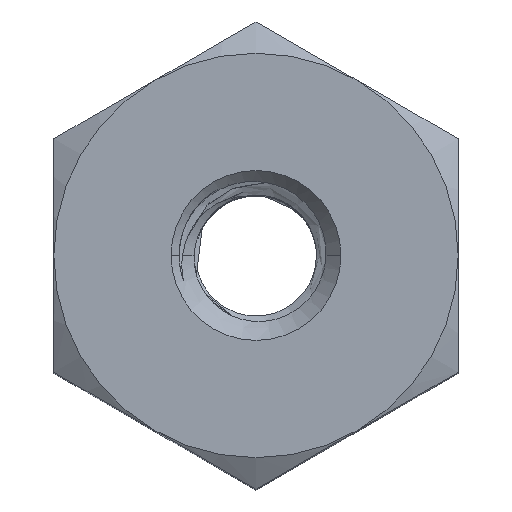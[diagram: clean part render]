
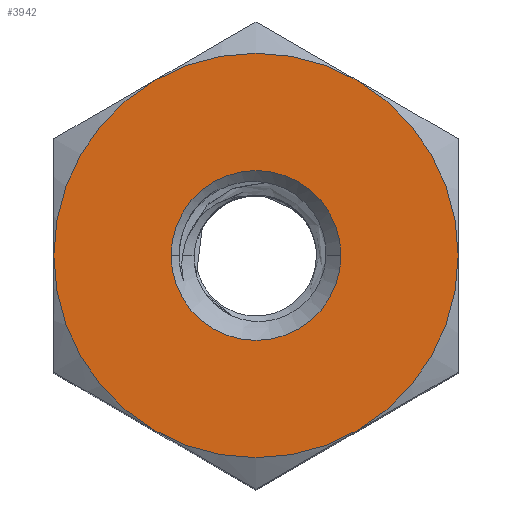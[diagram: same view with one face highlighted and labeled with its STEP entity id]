
A CAD part, top view. The second image highlights one B-rep face of the part: STEP entity #3942.
In plain terms, the highlighted planar face has unit normal (0, 0, 1).
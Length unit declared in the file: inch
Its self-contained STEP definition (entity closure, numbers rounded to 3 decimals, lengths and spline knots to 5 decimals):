
#109 = CIRCLE ( 'NONE', #3183, 0.25 ) ;
#130 = CARTESIAN_POINT ( 'NONE',  ( 0.125, 0.21651, 0. ) ) ;
#284 = EDGE_LOOP ( 'NONE', ( #5554, #6373, #1818, #5851, #4679, #3237 ) ) ;
#486 = DIRECTION ( 'NONE',  ( 0., 0., -1. ) ) ;
#508 = DIRECTION ( 'NONE',  ( -1., 0., 0. ) ) ;
#547 = CIRCLE ( 'NONE', #1678, 0.25 ) ;
#660 = VERTEX_POINT ( 'NONE', #130 ) ;
#797 = EDGE_CURVE ( 'NONE', #3170, #4747, #3442, .T. ) ;
#853 = CARTESIAN_POINT ( 'NONE',  ( -0.105, 0., 0. ) ) ;
#918 = DIRECTION ( 'NONE',  ( 0., 0., -1. ) ) ;
#975 = EDGE_CURVE ( 'NONE', #1440, #660, #109, .T. ) ;
#1019 = CIRCLE ( 'NONE', #2575, 0.25 ) ;
#1095 = DIRECTION ( 'NONE',  ( 1., 0., 0. ) ) ;
#1096 = FACE_BOUND ( 'NONE', #4398, .T. ) ;
#1220 = CARTESIAN_POINT ( 'NONE',  ( 0., 0., 0. ) ) ;
#1223 = EDGE_CURVE ( 'NONE', #4747, #6255, #2598, .T. ) ;
#1431 = DIRECTION ( 'NONE',  ( -1., 0., 0. ) ) ;
#1440 = VERTEX_POINT ( 'NONE', #2889 ) ;
#1543 = CARTESIAN_POINT ( 'NONE',  ( 0., 0., 0. ) ) ;
#1549 = VERTEX_POINT ( 'NONE', #2051 ) ;
#1552 = AXIS2_PLACEMENT_3D ( 'NONE', #3859, #2879, #1911 ) ;
#1678 = AXIS2_PLACEMENT_3D ( 'NONE', #5006, #4535, #4064 ) ;
#1782 = AXIS2_PLACEMENT_3D ( 'NONE', #1220, #4671, #2207 ) ;
#1818 = ORIENTED_EDGE ( 'NONE', *, *, #797, .F. ) ;
#1911 = DIRECTION ( 'NONE',  ( -1., 0., 0. ) ) ;
#1918 = AXIS2_PLACEMENT_3D ( 'NONE', #4483, #486, #5902 ) ;
#2046 = CARTESIAN_POINT ( 'NONE',  ( 0., 0., 0. ) ) ;
#2051 = CARTESIAN_POINT ( 'NONE',  ( -0.125, 0.21651, 0. ) ) ;
#2207 = DIRECTION ( 'NONE',  ( -1., 0., 0. ) ) ;
#2354 = AXIS2_PLACEMENT_3D ( 'NONE', #3535, #4037, #1095 ) ;
#2374 = CIRCLE ( 'NONE', #1552, 0.25 ) ;
#2471 = EDGE_CURVE ( 'NONE', #1549, #660, #2374, .T. ) ;
#2575 = AXIS2_PLACEMENT_3D ( 'NONE', #4376, #918, #1431 ) ;
#2598 = CIRCLE ( 'NONE', #1782, 0.25 ) ;
#2695 = CARTESIAN_POINT ( 'NONE',  ( 0.125, -0.21651, 0. ) ) ;
#2713 = EDGE_CURVE ( 'NONE', #4932, #5255, #3073, .T. ) ;
#2788 = CIRCLE ( 'NONE', #4964, 0.105 ) ;
#2879 = DIRECTION ( 'NONE',  ( 0., 0., -1. ) ) ;
#2889 = CARTESIAN_POINT ( 'NONE',  ( 0.25, 0., 0. ) ) ;
#2927 = CARTESIAN_POINT ( 'NONE',  ( 0., 0., 0. ) ) ;
#3022 = DIRECTION ( 'NONE',  ( 0., 0., 1. ) ) ;
#3043 = DIRECTION ( 'NONE',  ( 1., 0., 0. ) ) ;
#3073 = CIRCLE ( 'NONE', #2354, 0.105 ) ;
#3170 = VERTEX_POINT ( 'NONE', #2695 ) ;
#3183 = AXIS2_PLACEMENT_3D ( 'NONE', #2046, #3022, #3043 ) ;
#3237 = ORIENTED_EDGE ( 'NONE', *, *, #2471, .F. ) ;
#3442 = CIRCLE ( 'NONE', #5638, 0.25 ) ;
#3458 = EDGE_CURVE ( 'NONE', #6255, #1549, #1019, .T. ) ;
#3494 = EDGE_CURVE ( 'NONE', #1440, #3170, #547, .T. ) ;
#3506 = CARTESIAN_POINT ( 'NONE',  ( 0.105, 0., 0. ) ) ;
#3535 = CARTESIAN_POINT ( 'NONE',  ( 0., 0., 0. ) ) ;
#3628 = FACE_OUTER_BOUND ( 'NONE', #284, .T. ) ;
#3859 = CARTESIAN_POINT ( 'NONE',  ( 0., 0., 0. ) ) ;
#3942 = ADVANCED_FACE ( 'NONE', ( #1096, #3628 ), #4454, .F. ) ;
#4037 = DIRECTION ( 'NONE',  ( 0., 0., 1. ) ) ;
#4064 = DIRECTION ( 'NONE',  ( -1., 0., 0. ) ) ;
#4376 = CARTESIAN_POINT ( 'NONE',  ( 0., 0., 0. ) ) ;
#4398 = EDGE_LOOP ( 'NONE', ( #4697, #4928 ) ) ;
#4454 = PLANE ( 'NONE',  #1918 ) ;
#4462 = DIRECTION ( 'NONE',  ( 0., 0., -1. ) ) ;
#4483 = CARTESIAN_POINT ( 'NONE',  ( 0.25, 0.14434, 0. ) ) ;
#4485 = CARTESIAN_POINT ( 'NONE',  ( -0.125, -0.21651, 0. ) ) ;
#4535 = DIRECTION ( 'NONE',  ( 0., 0., -1. ) ) ;
#4671 = DIRECTION ( 'NONE',  ( 0., 0., -1. ) ) ;
#4679 = ORIENTED_EDGE ( 'NONE', *, *, #975, .T. ) ;
#4697 = ORIENTED_EDGE ( 'NONE', *, *, #2713, .F. ) ;
#4747 = VERTEX_POINT ( 'NONE', #4485 ) ;
#4928 = ORIENTED_EDGE ( 'NONE', *, *, #4948, .F. ) ;
#4932 = VERTEX_POINT ( 'NONE', #3506 ) ;
#4948 = EDGE_CURVE ( 'NONE', #5255, #4932, #2788, .T. ) ;
#4964 = AXIS2_PLACEMENT_3D ( 'NONE', #1543, #4984, #5984 ) ;
#4984 = DIRECTION ( 'NONE',  ( 0., 0., 1. ) ) ;
#4993 = CARTESIAN_POINT ( 'NONE',  ( -0.25, 0., 0. ) ) ;
#5006 = CARTESIAN_POINT ( 'NONE',  ( 0., 0., 0. ) ) ;
#5255 = VERTEX_POINT ( 'NONE', #853 ) ;
#5554 = ORIENTED_EDGE ( 'NONE', *, *, #3458, .F. ) ;
#5638 = AXIS2_PLACEMENT_3D ( 'NONE', #2927, #4462, #508 ) ;
#5851 = ORIENTED_EDGE ( 'NONE', *, *, #3494, .F. ) ;
#5902 = DIRECTION ( 'NONE',  ( -1., 0., 0. ) ) ;
#5984 = DIRECTION ( 'NONE',  ( 1., 0., 0. ) ) ;
#6255 = VERTEX_POINT ( 'NONE', #4993 ) ;
#6373 = ORIENTED_EDGE ( 'NONE', *, *, #1223, .F. ) ;
